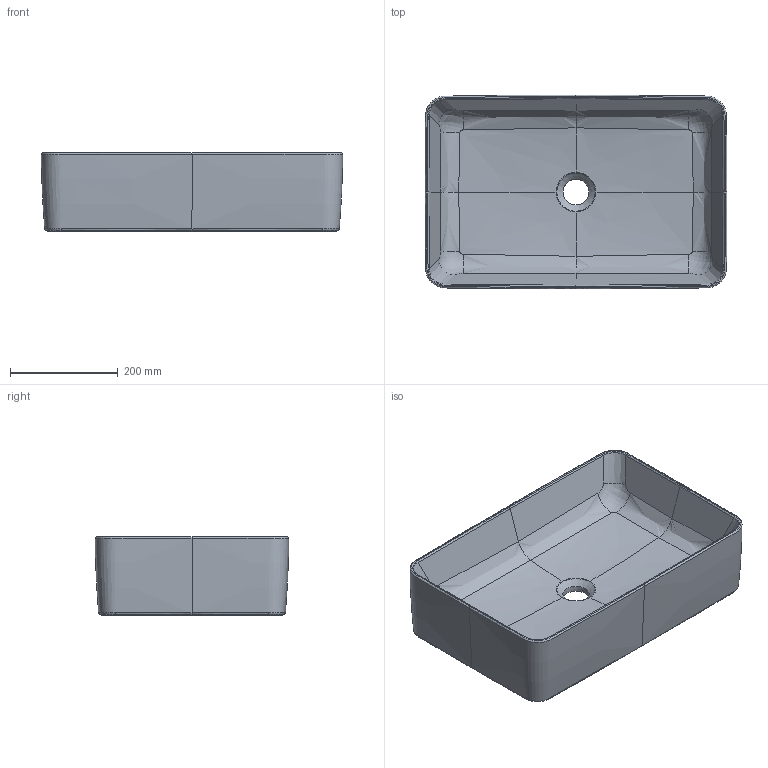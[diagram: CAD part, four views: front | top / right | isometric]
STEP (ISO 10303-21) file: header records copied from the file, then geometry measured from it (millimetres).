
FILE_DESCRIPTION(/* description */ (''),/* implementation_level */ '2;1');
FILE_NAME(/* name */ 'Collaro_4A2056.stp',/* time_stamp */ '2018-10-25T11:21:27+02:00',/* author */ (''),/* organization */ (''),/* preprocessor_version */ 'ST-DEVELOPER v16',/* originating_system */ 'SIEMENS PLM Software NX 10.0',/* authorisation */ '');
FILE_SCHEMA (('AUTOMOTIVE_DESIGN { 1 0 10303 214 3 1 1 1 }'));
Length unit declared in the file: millimetre
Products named in the file (1): Conz2118EFC450w9
Bounding box: 559.99 x 359.99 x 145 mm (x, y, z)
Volume: 10140337.3 mm3; surface area: 774219.7 mm2
Topology: 1 solids, 1 shells, 285 faces, 688 edges, 410 vertices
Faces by surface type: bspline 156, torus 69, cone 35, cylinder 18, plane 7
Full cylindrical faces by diameter (mm): 22 x2
Entity records: 27184 total; most frequent: CARTESIAN_POINT 21477, ORIENTED_EDGE 1360, DIRECTION 968, EDGE_CURVE 680, AXIS2_PLACEMENT_3D 454, VERTEX_POINT 408, CIRCLE 323, EDGE_LOOP 298
